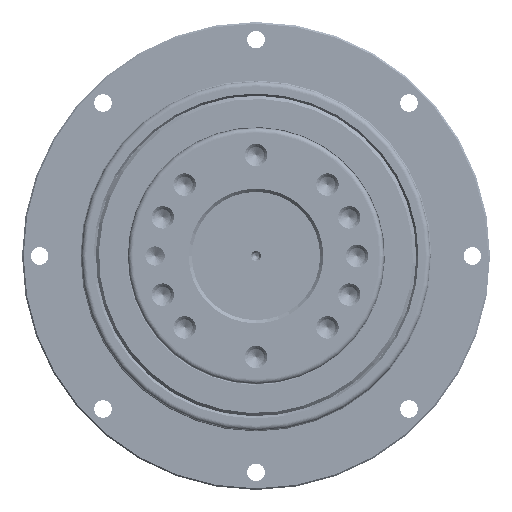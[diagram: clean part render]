
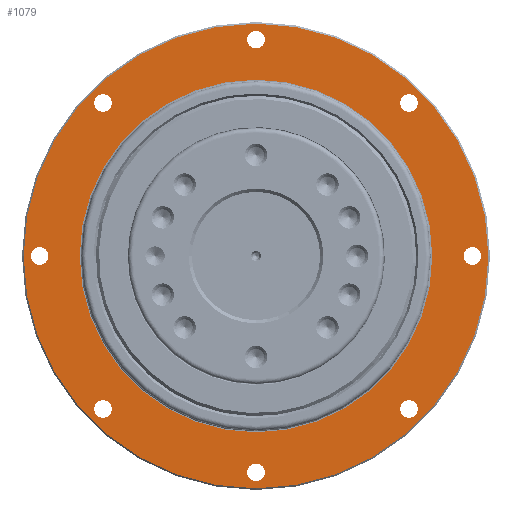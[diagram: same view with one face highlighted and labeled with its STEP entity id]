
A CAD part, left-side view. The second image highlights one B-rep face of the part: STEP entity #1079.
In plain terms, the highlighted planar face has unit normal (-1, 0, 0).
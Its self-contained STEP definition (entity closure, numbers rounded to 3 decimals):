
#185=CARTESIAN_POINT('',(-41.,72.5,0.0));
#186=VERTEX_POINT('',#185);
#187=CARTESIAN_POINT('',(-41.,0.,0.0));
#188=DIRECTION('',(-1.0,0.0,0.0));
#189=DIRECTION('',(0.0,-1.0,0.0));
#190=AXIS2_PLACEMENT_3D('',#187,#188,#189);
#191=CIRCLE('',#190,72.5);
#192=EDGE_CURVE('',#186,#186,#191,.T.);
#269=CARTESIAN_POINT('',(-41.,-47.73,-50.48));
#270=VERTEX_POINT('',#269);
#271=CARTESIAN_POINT('',(-41.,-47.73,-47.73));
#272=DIRECTION('',(-1.0,0.0,0.0));
#273=DIRECTION('',(0.0,-1.0,0.0));
#274=AXIS2_PLACEMENT_3D('',#271,#272,#273);
#275=CIRCLE('',#274,2.75);
#276=EDGE_CURVE('',#270,#270,#275,.T.);
#297=CARTESIAN_POINT('',(-41.,-67.5,-2.75));
#298=VERTEX_POINT('',#297);
#299=CARTESIAN_POINT('',(-41.,-67.5,0.));
#300=DIRECTION('',(-1.0,0.0,0.0));
#301=DIRECTION('',(0.0,-1.0,0.0));
#302=AXIS2_PLACEMENT_3D('',#299,#300,#301);
#303=CIRCLE('',#302,2.75);
#304=EDGE_CURVE('',#298,#298,#303,.T.);
#325=CARTESIAN_POINT('',(-41.,-47.73,44.98));
#326=VERTEX_POINT('',#325);
#327=CARTESIAN_POINT('',(-41.,-47.73,47.73));
#328=DIRECTION('',(-1.0,0.0,0.0));
#329=DIRECTION('',(0.0,-1.0,0.0));
#330=AXIS2_PLACEMENT_3D('',#327,#328,#329);
#331=CIRCLE('',#330,2.75);
#332=EDGE_CURVE('',#326,#326,#331,.T.);
#353=CARTESIAN_POINT('',(-41.,0.,64.75));
#354=VERTEX_POINT('',#353);
#355=CARTESIAN_POINT('',(-41.,0.,67.5));
#356=DIRECTION('',(-1.0,0.0,0.0));
#357=DIRECTION('',(0.0,-1.0,0.0));
#358=AXIS2_PLACEMENT_3D('',#355,#356,#357);
#359=CIRCLE('',#358,2.75);
#360=EDGE_CURVE('',#354,#354,#359,.T.);
#381=CARTESIAN_POINT('',(-41.,47.73,44.98));
#382=VERTEX_POINT('',#381);
#383=CARTESIAN_POINT('',(-41.,47.73,47.73));
#384=DIRECTION('',(-1.0,0.0,0.0));
#385=DIRECTION('',(0.0,-1.0,0.0));
#386=AXIS2_PLACEMENT_3D('',#383,#384,#385);
#387=CIRCLE('',#386,2.75);
#388=EDGE_CURVE('',#382,#382,#387,.T.);
#409=CARTESIAN_POINT('',(-41.,67.5,-2.75));
#410=VERTEX_POINT('',#409);
#411=CARTESIAN_POINT('',(-41.,67.5,0.));
#412=DIRECTION('',(-1.0,0.0,0.0));
#413=DIRECTION('',(0.0,-1.0,0.0));
#414=AXIS2_PLACEMENT_3D('',#411,#412,#413);
#415=CIRCLE('',#414,2.75);
#416=EDGE_CURVE('',#410,#410,#415,.T.);
#437=CARTESIAN_POINT('',(-41.,47.73,-50.48));
#438=VERTEX_POINT('',#437);
#439=CARTESIAN_POINT('',(-41.,47.73,-47.73));
#440=DIRECTION('',(-1.0,0.0,0.0));
#441=DIRECTION('',(0.0,-1.0,0.0));
#442=AXIS2_PLACEMENT_3D('',#439,#440,#441);
#443=CIRCLE('',#442,2.75);
#444=EDGE_CURVE('',#438,#438,#443,.T.);
#465=CARTESIAN_POINT('',(-41.,0.,-70.25));
#466=VERTEX_POINT('',#465);
#467=CARTESIAN_POINT('',(-41.,0.,-67.5));
#468=DIRECTION('',(-1.0,0.0,0.0));
#469=DIRECTION('',(0.0,-1.0,0.0));
#470=AXIS2_PLACEMENT_3D('',#467,#468,#469);
#471=CIRCLE('',#470,2.75);
#472=EDGE_CURVE('',#466,#466,#471,.T.);
#908=CARTESIAN_POINT('',(-41.,55.,0.0));
#909=VERTEX_POINT('',#908);
#910=CARTESIAN_POINT('',(-41.,0.,0.0));
#911=DIRECTION('',(1.0,0.0,0.0));
#912=DIRECTION('',(0.0,1.0,0.0));
#913=AXIS2_PLACEMENT_3D('',#910,#911,#912);
#914=CIRCLE('',#913,55.0);
#915=EDGE_CURVE('',#909,#909,#914,.T.);
#1044=CARTESIAN_POINT('',(-41.,55.,0.0));
#1045=DIRECTION('',(-1.0,0.0,0.0));
#1046=DIRECTION('',(0.0,0.0,1.0));
#1047=AXIS2_PLACEMENT_3D('',#1044,#1045,#1046);
#1048=PLANE('',#1047);
#1049=ORIENTED_EDGE('',*,*,#192,.T.);
#1050=EDGE_LOOP('',(#1049));
#1051=FACE_OUTER_BOUND('',#1050,.T.);
#1052=ORIENTED_EDGE('',*,*,#276,.F.);
#1053=EDGE_LOOP('',(#1052));
#1054=FACE_BOUND('',#1053,.T.);
#1055=ORIENTED_EDGE('',*,*,#304,.F.);
#1056=EDGE_LOOP('',(#1055));
#1057=FACE_BOUND('',#1056,.T.);
#1058=ORIENTED_EDGE('',*,*,#332,.F.);
#1059=EDGE_LOOP('',(#1058));
#1060=FACE_BOUND('',#1059,.T.);
#1061=ORIENTED_EDGE('',*,*,#360,.F.);
#1062=EDGE_LOOP('',(#1061));
#1063=FACE_BOUND('',#1062,.T.);
#1064=ORIENTED_EDGE('',*,*,#388,.F.);
#1065=EDGE_LOOP('',(#1064));
#1066=FACE_BOUND('',#1065,.T.);
#1067=ORIENTED_EDGE('',*,*,#416,.F.);
#1068=EDGE_LOOP('',(#1067));
#1069=FACE_BOUND('',#1068,.T.);
#1070=ORIENTED_EDGE('',*,*,#444,.F.);
#1071=EDGE_LOOP('',(#1070));
#1072=FACE_BOUND('',#1071,.T.);
#1073=ORIENTED_EDGE('',*,*,#472,.F.);
#1074=EDGE_LOOP('',(#1073));
#1075=FACE_BOUND('',#1074,.T.);
#1076=ORIENTED_EDGE('',*,*,#915,.T.);
#1077=EDGE_LOOP('',(#1076));
#1078=FACE_BOUND('',#1077,.T.);
#1079=ADVANCED_FACE('',(#1051,#1054,#1057,#1060,#1063,#1066,#1069,#1072,#1075,#1078),#1048,.T.);
